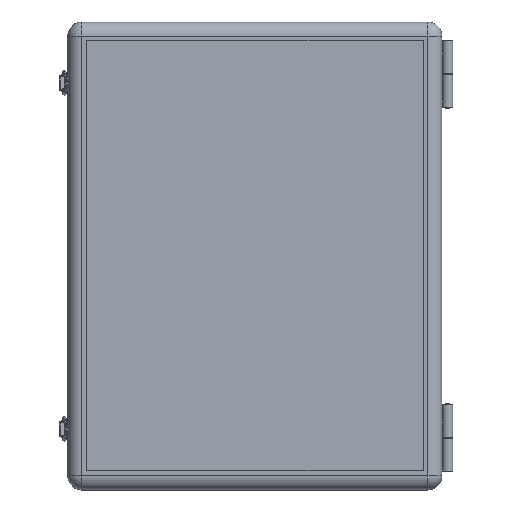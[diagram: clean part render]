
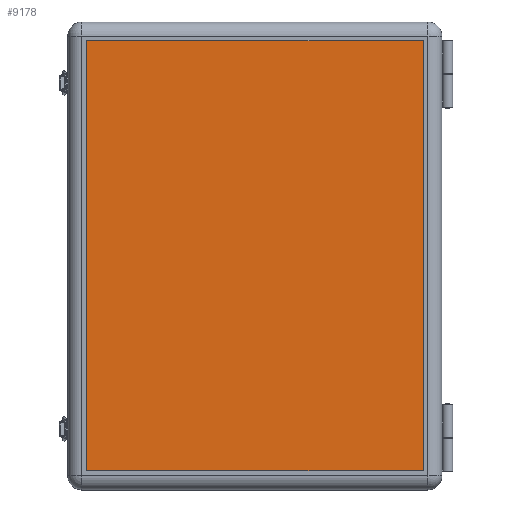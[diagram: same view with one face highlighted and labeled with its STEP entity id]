
A CAD part, top view. The second image highlights one B-rep face of the part: STEP entity #9178.
In plain terms, the highlighted face is planar.
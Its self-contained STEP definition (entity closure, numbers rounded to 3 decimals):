
#2215 = EDGE_CURVE ( 'NONE', #3576, #4946, #32062, .T. ) ;
#2217 = EDGE_CURVE ( 'NONE', #4946, #4844, #32068, .T. ) ;
#2221 = EDGE_CURVE ( 'NONE', #4844, #3683, #32063, .T. ) ;
#2222 = EDGE_CURVE ( 'NONE', #3683, #3576, #32072, .T. ) ;
#2733 = ORIENTED_EDGE ( 'NONE', *, *, #2215, .F. ) ;
#2741 = ORIENTED_EDGE ( 'NONE', *, *, #2217, .F. ) ;
#2755 = ORIENTED_EDGE ( 'NONE', *, *, #2222, .F. ) ;
#2797 = ORIENTED_EDGE ( 'NONE', *, *, #2221, .F. ) ;
#3576 = VERTEX_POINT ( 'NONE', #33569 ) ;
#3683 = VERTEX_POINT ( 'NONE', #33676 ) ;
#4844 = VERTEX_POINT ( 'NONE', #33951 ) ;
#4946 = VERTEX_POINT ( 'NONE', #34004 ) ;
#9178 = ADVANCED_FACE ( 'NONE', ( #37969 ), #37972, .F. ) ;
#32062 = LINE ( 'NONE', #32064, #32759 ) ;
#32063 = LINE ( 'NONE', #32080, #32763 ) ;
#32064 = CARTESIAN_POINT ( 'NONE',  ( -183.5, 230., 0. ) ) ;
#32065 = DIRECTION ( 'NONE',  ( -1., 0., 0. ) ) ;
#32068 = LINE ( 'NONE', #32069, #32761 ) ;
#32069 = CARTESIAN_POINT ( 'NONE',  ( -180., -233.5, 0. ) ) ;
#32070 = DIRECTION ( 'NONE',  ( 0., -1., 0. ) ) ;
#32072 = LINE ( 'NONE', #32083, #32765 ) ;
#32080 = CARTESIAN_POINT ( 'NONE',  ( -183.5, -230., 0. ) ) ;
#32082 = DIRECTION ( 'NONE',  ( 1., 0., 0. ) ) ;
#32083 = CARTESIAN_POINT ( 'NONE',  ( 180., -233.5, 0. ) ) ;
#32084 = DIRECTION ( 'NONE',  ( 0., 1., 0. ) ) ;
#32759 = VECTOR ( 'NONE', #32065, 1000. ) ;
#32761 = VECTOR ( 'NONE', #32070, 1000. ) ;
#32763 = VECTOR ( 'NONE', #32082, 1000. ) ;
#32765 = VECTOR ( 'NONE', #32084, 1000. ) ;
#33569 = CARTESIAN_POINT ( 'NONE',  ( 180., 230., 0. ) ) ;
#33676 = CARTESIAN_POINT ( 'NONE',  ( 180., -230., 0. ) ) ;
#33951 = CARTESIAN_POINT ( 'NONE',  ( -180., -230., 0. ) ) ;
#34004 = CARTESIAN_POINT ( 'NONE',  ( -180., 230., 0. ) ) ;
#36548 = AXIS2_PLACEMENT_3D ( 'NONE', #37960, #37975, #37976 ) ;
#37960 = CARTESIAN_POINT ( 'NONE',  ( -183.5, -233.5, 0. ) ) ;
#37969 = FACE_OUTER_BOUND ( 'NONE', #54992, .T. ) ;
#37972 = PLANE ( 'NONE',  #36548 ) ;
#37975 = DIRECTION ( 'NONE',  ( 0., 0., 1. ) ) ;
#37976 = DIRECTION ( 'NONE',  ( 1., 0., 0. ) ) ;
#54992 = EDGE_LOOP ( 'NONE', ( #2755, #2797, #2741, #2733 ) ) ;
